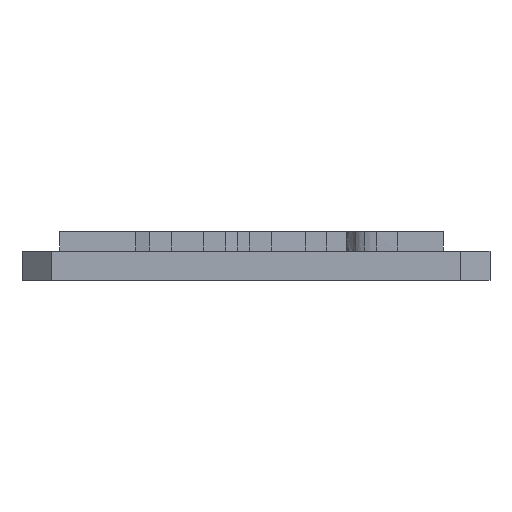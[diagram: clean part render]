
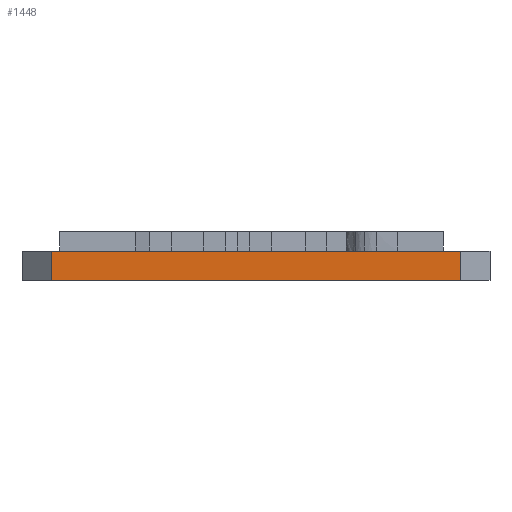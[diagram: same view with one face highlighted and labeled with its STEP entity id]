
A CAD part, front view. The second image highlights one B-rep face of the part: STEP entity #1448.
In plain terms, the highlighted planar face has unit normal (0, -1, 0).
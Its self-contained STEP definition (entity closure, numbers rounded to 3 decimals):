
#1448=ADVANCED_FACE('',(#2692),#2694,.T.);
#2692=FACE_BOUND('',#2693,.T.);
#2693=EDGE_LOOP('',(#3789,#3790,#3791,#3792));
#2694=PLANE('',#2695);
#2695=AXIS2_PLACEMENT_3D('',#2696,#2697,#2698);
#2696=CARTESIAN_POINT('',(-24.,-29.,0.));
#2697=DIRECTION('',(0.,-1.,0.));
#2698=DIRECTION('',(1.,0.,0.));
#3789=ORIENTED_EDGE('',*,*,#4443,.F.);
#3790=ORIENTED_EDGE('',*,*,#4444,.T.);
#3791=ORIENTED_EDGE('',*,*,#4445,.T.);
#3792=ORIENTED_EDGE('',*,*,#4023,.F.);
#4023=EDGE_CURVE('',#4535,#4538,#4539,.T.);
#4443=EDGE_CURVE('',#5227,#4535,#5229,.T.);
#4444=EDGE_CURVE('',#5227,#5230,#5231,.T.);
#4445=EDGE_CURVE('',#5230,#4538,#5232,.T.);
#4535=VERTEX_POINT('',#5405);
#4538=VERTEX_POINT('',#5410);
#4539=LINE('',#5411,#5412);
#5227=VERTEX_POINT('',#6941);
#5229=LINE('',#6945,#6946);
#5230=VERTEX_POINT('',#6948);
#5231=LINE('',#6949,#6950);
#5232=LINE('',#6952,#6953);
#5405=CARTESIAN_POINT('',(-21.,-29.,3.));
#5410=CARTESIAN_POINT('',(21.,-29.,3.));
#5411=CARTESIAN_POINT('',(-21.,-29.,3.));
#5412=VECTOR('',#5413,1.);
#5413=DIRECTION('',(1.,0.,0.));
#6941=CARTESIAN_POINT('',(-21.,-29.,0.));
#6945=CARTESIAN_POINT('',(-21.,-29.,0.));
#6946=VECTOR('',#6947,1.);
#6947=DIRECTION('',(0.,0.,1.));
#6948=CARTESIAN_POINT('',(21.,-29.,0.));
#6949=CARTESIAN_POINT('',(-21.,-29.,0.));
#6950=VECTOR('',#6951,1.);
#6951=DIRECTION('',(1.,0.,0.));
#6952=CARTESIAN_POINT('',(21.,-29.,0.));
#6953=VECTOR('',#6954,1.);
#6954=DIRECTION('',(0.,0.,1.));
